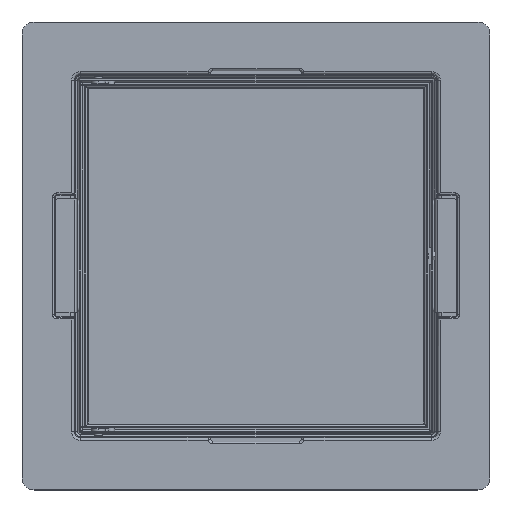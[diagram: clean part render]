
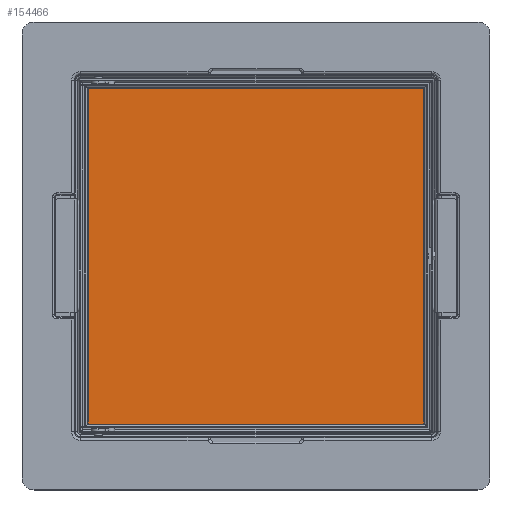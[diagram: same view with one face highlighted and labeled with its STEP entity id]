
A CAD part, top view. The second image highlights one B-rep face of the part: STEP entity #154466.
In plain terms, the highlighted planar face has unit normal (0, 0, 1).
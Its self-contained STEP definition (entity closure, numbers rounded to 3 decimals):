
#153996=CARTESIAN_POINT(' ',(-140.,-140.,93.5));
#153997=VERTEX_POINT(' ',#153996);
#154011=CARTESIAN_POINT(' ',(-140.,140.,93.5));
#154016=DIRECTION(' ',(0.,-1.,0.));
#154021=VECTOR(' ',#154016,1.);
#154026=LINE('',#154011,#154021);
#154031=CARTESIAN_POINT(' ',(-140.,140.,93.5));
#154032=VERTEX_POINT(' ',#154031);
#154036=EDGE_CURVE(' ',#154032,#153997,#154026,.T.);
#154126=CARTESIAN_POINT(' ',(140.,140.,93.5));
#154131=DIRECTION(' ',(-1.,0.,0.));
#154136=VECTOR(' ',#154131,1.);
#154141=LINE('',#154126,#154136);
#154146=CARTESIAN_POINT(' ',(140.,140.,93.5));
#154147=VERTEX_POINT(' ',#154146);
#154151=EDGE_CURVE(' ',#154147,#154032,#154141,.T.);
#154241=CARTESIAN_POINT(' ',(140.,-140.,93.5));
#154246=DIRECTION(' ',(0.,1.,0.));
#154251=VECTOR(' ',#154246,1.);
#154256=LINE('',#154241,#154251);
#154261=CARTESIAN_POINT(' ',(140.,-140.,93.5));
#154262=VERTEX_POINT(' ',#154261);
#154266=EDGE_CURVE(' ',#154262,#154147,#154256,.T.);
#154356=CARTESIAN_POINT(' ',(-140.,-140.,93.5));
#154361=DIRECTION(' ',(1.,0.,0.));
#154366=VECTOR(' ',#154361,1.);
#154371=LINE('',#154356,#154366);
#154376=EDGE_CURVE(' ',#153997,#154262,#154371,.T.);
#154411=DIRECTION(' ',(0.,0.,1.));
#154416=CARTESIAN_POINT(' ',(140.,140.,93.5));
#154421=DIRECTION(' ',(-1.,0.,0.));
#154426=AXIS2_PLACEMENT_3D(' ',#154416,#154411,#154421);
#154431=PLANE('',#154426);
#154436=ORIENTED_EDGE(' ',*,*,#154266,.T.);
#154441=ORIENTED_EDGE(' ',*,*,#154151,.T.);
#154446=ORIENTED_EDGE(' ',*,*,#154036,.T.);
#154451=ORIENTED_EDGE(' ',*,*,#154376,.T.);
#154456=EDGE_LOOP(' ',(#154436,#154441,#154446,#154451));
#154461=FACE_OUTER_BOUND(' ',#154456,.T.);
#154466=ADVANCED_FACE('',(#154461),#154431,.T.);
